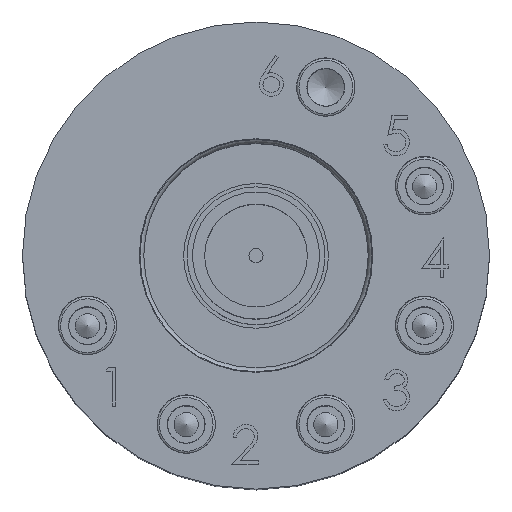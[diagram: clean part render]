
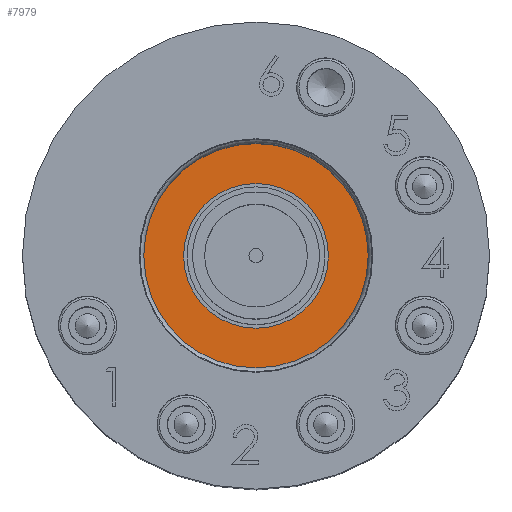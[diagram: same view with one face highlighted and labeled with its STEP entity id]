
A CAD part, top view. The second image highlights one B-rep face of the part: STEP entity #7979.
In plain terms, the highlighted planar face has unit normal (0, 0, 1).
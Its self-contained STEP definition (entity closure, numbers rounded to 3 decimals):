
#269=FACE_BOUND('',#1320,.T.);
#467=PLANE('',#8918);
#846=FACE_OUTER_BOUND('',#1319,.T.);
#1319=EDGE_LOOP('',(#6262,#6263));
#1320=EDGE_LOOP('',(#6264,#6265));
#2817=CIRCLE('',#8891,6.274);
#2818=CIRCLE('',#8892,6.274);
#2826=CIRCLE('',#8902,3.937);
#2827=CIRCLE('',#8903,3.937);
#3440=VERTEX_POINT('',#13089);
#3441=VERTEX_POINT('',#13090);
#3448=VERTEX_POINT('',#13109);
#3449=VERTEX_POINT('',#13110);
#4428=EDGE_CURVE('',#3440,#3441,#2817,.T.);
#4429=EDGE_CURVE('',#3441,#3440,#2818,.T.);
#4438=EDGE_CURVE('',#3448,#3449,#2826,.T.);
#4439=EDGE_CURVE('',#3449,#3448,#2827,.T.);
#6262=ORIENTED_EDGE('',*,*,#4428,.T.);
#6263=ORIENTED_EDGE('',*,*,#4429,.T.);
#6264=ORIENTED_EDGE('',*,*,#4438,.T.);
#6265=ORIENTED_EDGE('',*,*,#4439,.T.);
#7979=ADVANCED_FACE('',(#846,#269),#467,.T.);
#8891=AXIS2_PLACEMENT_3D('',#13091,#10760,#10761);
#8892=AXIS2_PLACEMENT_3D('',#13092,#10762,#10763);
#8902=AXIS2_PLACEMENT_3D('',#13111,#10783,#10784);
#8903=AXIS2_PLACEMENT_3D('',#13112,#10785,#10786);
#8918=AXIS2_PLACEMENT_3D('',#13759,#10855,#10856);
#10760=DIRECTION('center_axis',(0.,0.,1.));
#10761=DIRECTION('ref_axis',(1.,0.,0.));
#10762=DIRECTION('center_axis',(0.,0.,1.));
#10763=DIRECTION('ref_axis',(1.,0.,0.));
#10783=DIRECTION('center_axis',(0.,0.,-1.));
#10784=DIRECTION('ref_axis',(-1.,0.,0.));
#10785=DIRECTION('center_axis',(0.,0.,-1.));
#10786=DIRECTION('ref_axis',(-1.,0.,0.));
#10855=DIRECTION('center_axis',(0.,0.,1.));
#10856=DIRECTION('ref_axis',(1.,0.,0.));
#13089=CARTESIAN_POINT('',(6.274,0.,14.834));
#13090=CARTESIAN_POINT('',(-6.274,0.,14.834));
#13091=CARTESIAN_POINT('Origin',(0.,0.,14.834));
#13092=CARTESIAN_POINT('Origin',(0.,0.,14.834));
#13109=CARTESIAN_POINT('',(-3.937,0.,14.834));
#13110=CARTESIAN_POINT('',(3.937,0.,14.834));
#13111=CARTESIAN_POINT('Origin',(0.,0.,14.834));
#13112=CARTESIAN_POINT('Origin',(0.,0.,14.834));
#13759=CARTESIAN_POINT('Origin',(0.,3.937,14.834));
